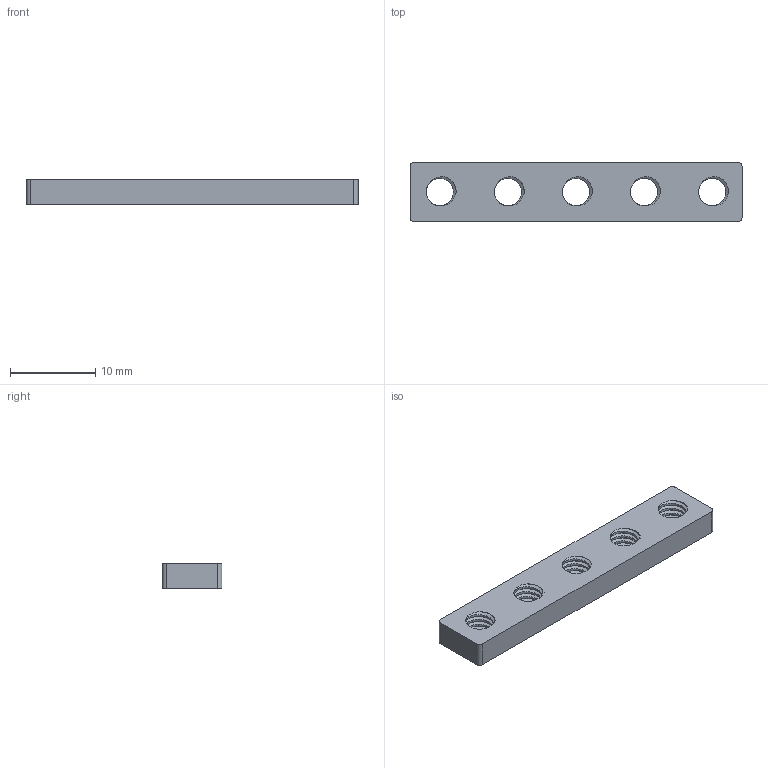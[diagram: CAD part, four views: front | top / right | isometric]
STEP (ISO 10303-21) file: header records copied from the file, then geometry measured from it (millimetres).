
FILE_DESCRIPTION( ( '' ), ' ' );
FILE_NAME( '5a2adf725214870eedd3ed90.step', '2017-12-08T18:52:35', ( '' ), ( '' ), ' ', ' ', ' ' );
FILE_SCHEMA( ( 'AUTOMOTIVE_DESIGN { 1 0 10303 214 1 1 1 1 }' ) );
Length unit declared in the file: metre
Products named in the file (2): Curve 1; 2803-0038-0007
Bounding box: 39 x 7 x 3 mm (x, y, z)
Volume: 676 mm3; surface area: 973.3 mm2
Topology: 1 solids, 1 shells, 30 faces, 85 edges, 58 vertices
Faces by surface type: cylinder 14, bspline 10, plane 6
Entity records: 4839 total; most frequent: CARTESIAN_POINT 3885, ORIENTED_EDGE 168, DIRECTION 116, EDGE_CURVE 84, VERTEX_POINT 56, AXIS2_PLACEMENT_3D 50, EDGE_LOOP 40, STYLED_ITEM 30
